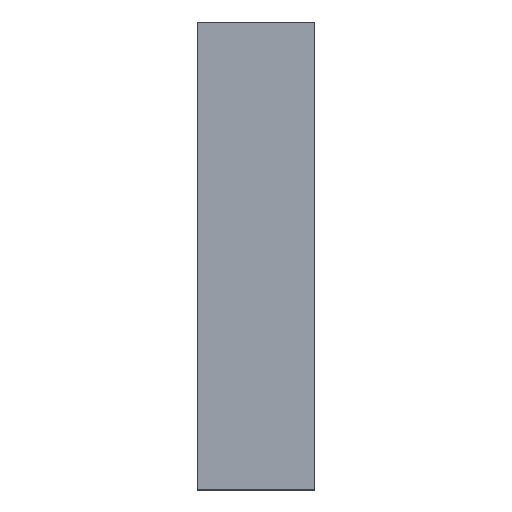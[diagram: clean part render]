
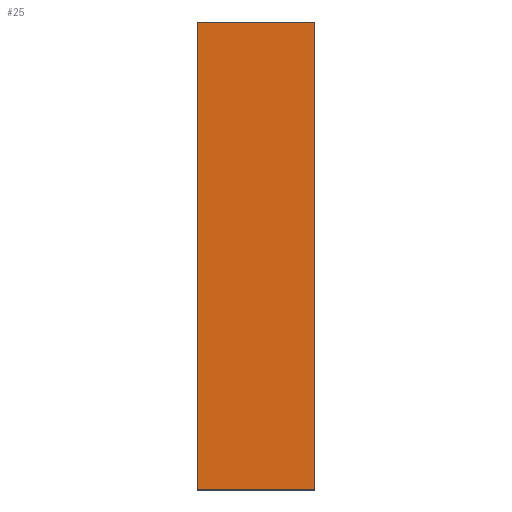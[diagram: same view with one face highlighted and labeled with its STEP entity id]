
A CAD part, left-side view. The second image highlights one B-rep face of the part: STEP entity #25.
In plain terms, the highlighted planar face has unit normal (-1, 0, 0).
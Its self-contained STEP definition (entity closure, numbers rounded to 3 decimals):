
#8 = PLANE ( 'NONE',  #376 ) ;
#24 = CARTESIAN_POINT ( 'NONE',  ( -9.982, 0.818, 0. ) ) ;
#25 = ADVANCED_FACE ( 'NONE', ( #418 ), #8, .T. ) ;
#28 = LINE ( 'NONE', #34, #72 ) ;
#34 = CARTESIAN_POINT ( 'NONE',  ( -9.982, 1.567, -1.498 ) ) ;
#38 = CARTESIAN_POINT ( 'NONE',  ( -9.982, 1.567, 1.498 ) ) ;
#54 = DIRECTION ( 'NONE',  ( 0., 0., -1. ) ) ;
#63 = EDGE_CURVE ( 'NONE', #232, #193, #449, .T. ) ;
#72 = VECTOR ( 'NONE', #167, 1000. ) ;
#95 = CARTESIAN_POINT ( 'NONE',  ( -9.982, 0.818, -1.498 ) ) ;
#139 = EDGE_CURVE ( 'NONE', #398, #232, #198, .T. ) ;
#150 = DIRECTION ( 'NONE',  ( 0., 0., 1. ) ) ;
#160 = ORIENTED_EDGE ( 'NONE', *, *, #258, .T. ) ;
#167 = DIRECTION ( 'NONE',  ( 0., -1., 0. ) ) ;
#190 = ORIENTED_EDGE ( 'NONE', *, *, #139, .F. ) ;
#191 = ORIENTED_EDGE ( 'NONE', *, *, #389, .T. ) ;
#193 = VERTEX_POINT ( 'NONE', #95 ) ;
#198 = LINE ( 'NONE', #334, #296 ) ;
#225 = EDGE_LOOP ( 'NONE', ( #365, #190, #191, #160 ) ) ;
#232 = VERTEX_POINT ( 'NONE', #380 ) ;
#233 = VECTOR ( 'NONE', #54, 1000. ) ;
#248 = VECTOR ( 'NONE', #324, 1000. ) ;
#258 = EDGE_CURVE ( 'NONE', #321, #193, #28, .T. ) ;
#267 = DIRECTION ( 'NONE',  ( 0., -1., 0. ) ) ;
#296 = VECTOR ( 'NONE', #267, 1000. ) ;
#313 = CARTESIAN_POINT ( 'NONE',  ( -9.982, 1.567, 0. ) ) ;
#321 = VERTEX_POINT ( 'NONE', #417 ) ;
#324 = DIRECTION ( 'NONE',  ( 0., 0., -1. ) ) ;
#334 = CARTESIAN_POINT ( 'NONE',  ( -9.982, 1.567, 1.498 ) ) ;
#352 = LINE ( 'NONE', #427, #248 ) ;
#358 = DIRECTION ( 'NONE',  ( -1., 0., 0. ) ) ;
#365 = ORIENTED_EDGE ( 'NONE', *, *, #63, .F. ) ;
#376 = AXIS2_PLACEMENT_3D ( 'NONE', #313, #358, #150 ) ;
#380 = CARTESIAN_POINT ( 'NONE',  ( -9.982, 0.818, 1.498 ) ) ;
#389 = EDGE_CURVE ( 'NONE', #398, #321, #352, .T. ) ;
#398 = VERTEX_POINT ( 'NONE', #38 ) ;
#417 = CARTESIAN_POINT ( 'NONE',  ( -9.982, 1.567, -1.498 ) ) ;
#418 = FACE_OUTER_BOUND ( 'NONE', #225, .T. ) ;
#427 = CARTESIAN_POINT ( 'NONE',  ( -9.982, 1.567, 0. ) ) ;
#449 = LINE ( 'NONE', #24, #233 ) ;
